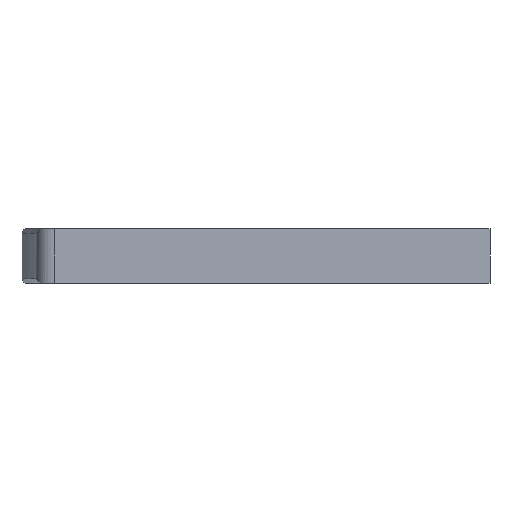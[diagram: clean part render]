
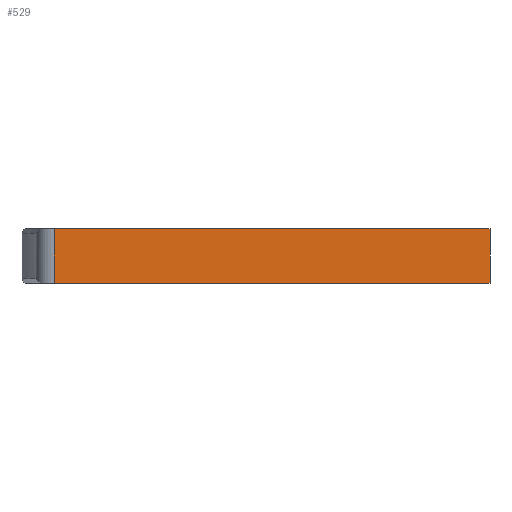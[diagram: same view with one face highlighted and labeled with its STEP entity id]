
A CAD part, front view. The second image highlights one B-rep face of the part: STEP entity #529.
In plain terms, the highlighted planar face has unit normal (0, -1, 0).
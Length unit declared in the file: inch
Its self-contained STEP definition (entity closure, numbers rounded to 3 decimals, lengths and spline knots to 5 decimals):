
#8 = EDGE_CURVE ( 'NONE', #340, #667, #1178, .T. ) ;
#116 = ORIENTED_EDGE ( 'NONE', *, *, #673, .F. ) ;
#123 = AXIS2_PLACEMENT_3D ( 'NONE', #1226, #179, #1423 ) ;
#149 = PLANE ( 'NONE',  #123 ) ;
#179 = DIRECTION ( 'NONE',  ( 0., -1., 0. ) ) ;
#223 = VERTEX_POINT ( 'NONE', #1379 ) ;
#244 = FACE_OUTER_BOUND ( 'NONE', #397, .T. ) ;
#288 = VECTOR ( 'NONE', #1029, 39.37008 ) ;
#330 = CARTESIAN_POINT ( 'NONE',  ( 8.63, 0., 0. ) ) ;
#332 = LINE ( 'NONE', #797, #288 ) ;
#340 = VERTEX_POINT ( 'NONE', #1140 ) ;
#348 = EDGE_CURVE ( 'NONE', #223, #340, #332, .T. ) ;
#390 = DIRECTION ( 'NONE',  ( 0., 0., 1. ) ) ;
#397 = EDGE_LOOP ( 'NONE', ( #116, #1269, #919, #862 ) ) ;
#406 = EDGE_CURVE ( 'NONE', #1019, #223, #852, .T. ) ;
#447 = DIRECTION ( 'NONE',  ( 1., 0., 0. ) ) ;
#459 = VECTOR ( 'NONE', #447, 39.37008 ) ;
#481 = CARTESIAN_POINT ( 'NONE',  ( 5.62861, 0., -0.3425 ) ) ;
#529 = ADVANCED_FACE ( 'NONE', ( #244 ), #149, .T. ) ;
#554 = LINE ( 'NONE', #1481, #459 ) ;
#604 = CARTESIAN_POINT ( 'NONE',  ( 8.63, 0., -0.3735 ) ) ;
#667 = VERTEX_POINT ( 'NONE', #330 ) ;
#673 = EDGE_CURVE ( 'NONE', #1019, #667, #554, .T. ) ;
#797 = CARTESIAN_POINT ( 'NONE',  ( 5.505, 0., -0.3735 ) ) ;
#852 = LINE ( 'NONE', #481, #1346 ) ;
#862 = ORIENTED_EDGE ( 'NONE', *, *, #8, .T. ) ;
#905 = CARTESIAN_POINT ( 'NONE',  ( 5.62861, 0., 0. ) ) ;
#919 = ORIENTED_EDGE ( 'NONE', *, *, #348, .T. ) ;
#1019 = VERTEX_POINT ( 'NONE', #905 ) ;
#1029 = DIRECTION ( 'NONE',  ( 1., 0., 0. ) ) ;
#1140 = CARTESIAN_POINT ( 'NONE',  ( 8.63, 0., -0.3735 ) ) ;
#1178 = LINE ( 'NONE', #604, #1208 ) ;
#1208 = VECTOR ( 'NONE', #390, 39.37008 ) ;
#1226 = CARTESIAN_POINT ( 'NONE',  ( 5.505, 0., -0.3735 ) ) ;
#1269 = ORIENTED_EDGE ( 'NONE', *, *, #406, .T. ) ;
#1346 = VECTOR ( 'NONE', #1409, 39.37008 ) ;
#1379 = CARTESIAN_POINT ( 'NONE',  ( 5.62861, 0., -0.3735 ) ) ;
#1409 = DIRECTION ( 'NONE',  ( 0., 0., -1. ) ) ;
#1423 = DIRECTION ( 'NONE',  ( 0., 0., -1. ) ) ;
#1481 = CARTESIAN_POINT ( 'NONE',  ( 5.505, 0., 0. ) ) ;
